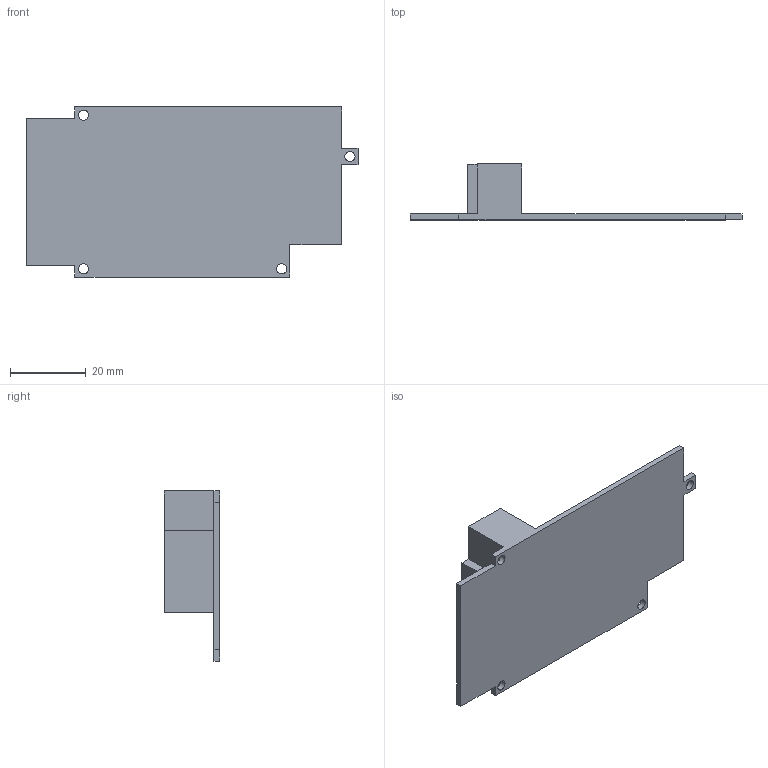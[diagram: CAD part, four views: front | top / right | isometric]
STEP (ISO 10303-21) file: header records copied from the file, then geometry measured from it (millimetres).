
FILE_DESCRIPTION((''),'2;1');
FILE_NAME('IRIDIUM_MODEM','2021-06-01T11:36:28',('John Schmidt'),(''),'CREO PARAMETRIC BY PTC INC, 2019224','CREO PARAMETRIC BY PTC INC, 2019224','');
FILE_SCHEMA(('CONFIG_CONTROL_DESIGN'));
Length unit declared in the file: inch
Products named in the file (1): IRIDIUM_MODEM
Bounding box: 87.91 x 14.78 x 45.03 mm (x, y, z)
Volume: 10644.6 mm3; surface area: 8835.3 mm2
Topology: 1 solids, 1 shells, 32 faces, 90 edges, 60 vertices
Faces by surface type: plane 24, cylinder 8
Entity records: 1086 total; most frequent: CARTESIAN_POINT 182, ORIENTED_EDGE 180, DIRECTION 170, EDGE_CURVE 90, VECTOR 74, LINE 74, VERTEX_POINT 60, AXIS2_PLACEMENT_3D 48
